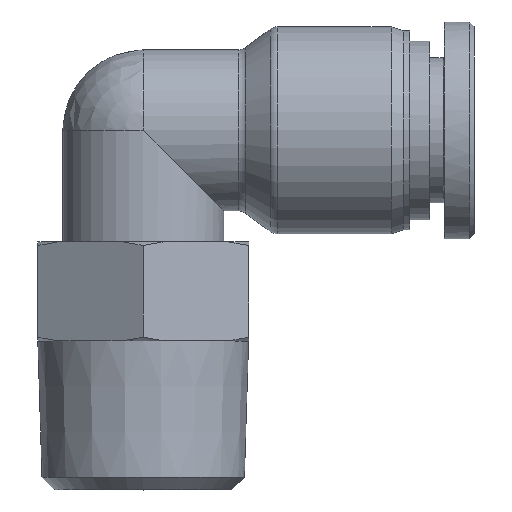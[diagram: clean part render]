
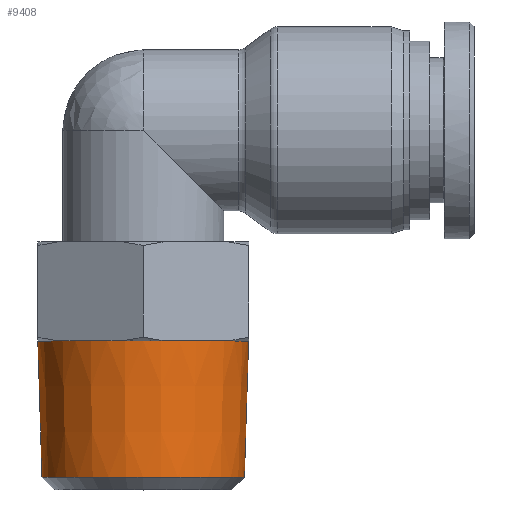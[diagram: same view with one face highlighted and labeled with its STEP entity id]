
A CAD part, top view. The second image highlights one B-rep face of the part: STEP entity #9408.
In plain terms, the highlighted conical face has half-angle 1.754 degrees and reference radius 8.316 mm.
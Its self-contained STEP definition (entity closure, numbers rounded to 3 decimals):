
#6131=CARTESIAN_POINT('',(8.5,-8.0,0.));
#6132=VERTEX_POINT('',#6131);
#9111=CARTESIAN_POINT('',(-8.5,-8.,0.0));
#9112=VERTEX_POINT('',#9111);
#9316=CARTESIAN_POINT('',(-8.163,-19.,0.));
#9317=VERTEX_POINT('',#9316);
#9318=CARTESIAN_POINT('',(0.0,-19.,0.));
#9319=DIRECTION('',(0.0,-1.0,0.0));
#9320=DIRECTION('',(1.0,0.0,0.0));
#9321=AXIS2_PLACEMENT_3D('',#9318,#9319,#9320);
#9322=CIRCLE('',#9321,8.163);
#9323=EDGE_CURVE('',#9317,#9317,#9322,.T.);
#9348=CARTESIAN_POINT('',(0.0,-14.,0.0));
#9349=DIRECTION('',(0.0,1.0,0.0));
#9350=DIRECTION('',(-1.0,0.0,0.0));
#9351=AXIS2_PLACEMENT_3D('',#9348,#9349,#9350);
#9352=CONICAL_SURFACE('',#9351,8.316,1.754);
#9353=CARTESIAN_POINT('',(-4.25,-8.,7.361));
#9354=VERTEX_POINT('',#9353);
#9355=CARTESIAN_POINT('',(0.0,-8.,0.0));
#9356=DIRECTION('',(0.0,1.0,0.0));
#9357=DIRECTION('',(-1.0,0.0,0.0));
#9358=AXIS2_PLACEMENT_3D('',#9355,#9356,#9357);
#9359=CIRCLE('',#9358,8.5);
#9360=EDGE_CURVE('',#9112,#9354,#9359,.T.);
#9361=ORIENTED_EDGE('',*,*,#9360,.F.);
#9362=CARTESIAN_POINT('',(-4.25,-8.,-7.361));
#9363=VERTEX_POINT('',#9362);
#9364=CARTESIAN_POINT('',(0.0,-8.,0.0));
#9365=DIRECTION('',(0.0,1.0,0.0));
#9366=DIRECTION('',(-1.0,0.0,0.0));
#9367=AXIS2_PLACEMENT_3D('',#9364,#9365,#9366);
#9368=CIRCLE('',#9367,8.5);
#9369=EDGE_CURVE('',#9363,#9112,#9368,.T.);
#9370=ORIENTED_EDGE('',*,*,#9369,.F.);
#9371=CARTESIAN_POINT('',(4.25,-8.0,-7.361));
#9372=VERTEX_POINT('',#9371);
#9373=CARTESIAN_POINT('',(0.0,-8.,0.0));
#9374=DIRECTION('',(0.0,1.0,0.0));
#9375=DIRECTION('',(-1.0,0.0,0.0));
#9376=AXIS2_PLACEMENT_3D('',#9373,#9374,#9375);
#9377=CIRCLE('',#9376,8.5);
#9378=EDGE_CURVE('',#9372,#9363,#9377,.T.);
#9379=ORIENTED_EDGE('',*,*,#9378,.F.);
#9380=CARTESIAN_POINT('',(0.0,-8.,0.0));
#9381=DIRECTION('',(0.0,1.0,0.0));
#9382=DIRECTION('',(-1.0,0.0,0.0));
#9383=AXIS2_PLACEMENT_3D('',#9380,#9381,#9382);
#9384=CIRCLE('',#9383,8.5);
#9385=EDGE_CURVE('',#6132,#9372,#9384,.T.);
#9386=ORIENTED_EDGE('',*,*,#9385,.F.);
#9387=CARTESIAN_POINT('',(4.25,-8.,7.361));
#9388=VERTEX_POINT('',#9387);
#9389=CARTESIAN_POINT('',(0.0,-8.,0.0));
#9390=DIRECTION('',(0.0,1.0,0.0));
#9391=DIRECTION('',(-1.0,0.0,0.0));
#9392=AXIS2_PLACEMENT_3D('',#9389,#9390,#9391);
#9393=CIRCLE('',#9392,8.5);
#9394=EDGE_CURVE('',#9388,#6132,#9393,.T.);
#9395=ORIENTED_EDGE('',*,*,#9394,.F.);
#9396=CARTESIAN_POINT('',(0.0,-8.,0.0));
#9397=DIRECTION('',(0.0,1.0,0.0));
#9398=DIRECTION('',(-1.0,0.0,0.0));
#9399=AXIS2_PLACEMENT_3D('',#9396,#9397,#9398);
#9400=CIRCLE('',#9399,8.5);
#9401=EDGE_CURVE('',#9354,#9388,#9400,.T.);
#9402=ORIENTED_EDGE('',*,*,#9401,.F.);
#9403=EDGE_LOOP('',(#9361,#9370,#9379,#9386,#9395,#9402));
#9404=FACE_OUTER_BOUND('',#9403,.T.);
#9405=ORIENTED_EDGE('',*,*,#9323,.F.);
#9406=EDGE_LOOP('',(#9405));
#9407=FACE_BOUND('',#9406,.T.);
#9408=ADVANCED_FACE('',(#9404,#9407),#9352,.T.);
